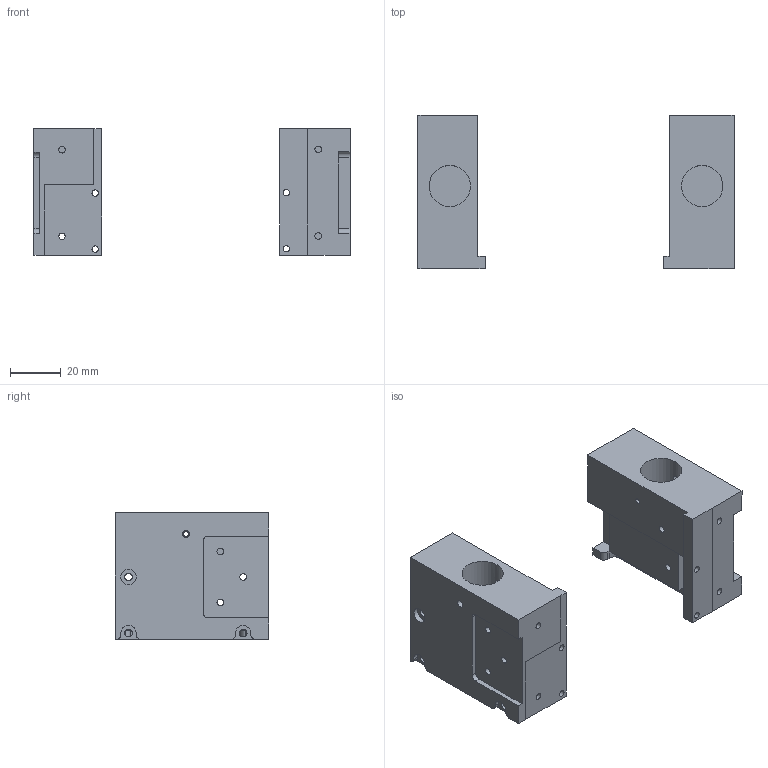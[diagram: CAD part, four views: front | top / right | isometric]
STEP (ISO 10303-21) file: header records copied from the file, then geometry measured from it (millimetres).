
FILE_DESCRIPTION(/* description */ (''),/* implementation_level */ '2;1');
FILE_NAME(/* name */ 'Battery Mount.step',/* time_stamp */ '2024-02-28T17:13:51+08:00',/* author */ (''),/* organization */ (''),/* preprocessor_version */ 'ST-DEVELOPER v20',/* originating_system */ 'Autodesk Translation Framework v12.20.1.177',/* authorisation */ '');
FILE_SCHEMA (('AUTOMOTIVE_DESIGN { 1 0 10303 214 3 1 1 }'));
Length unit declared in the file: millimetre
Products named in the file (3): AGV V3; BatteryLeft; BatteryRight
Assembly tree (2 placements, depth 2):
  AGV V3
    BatteryLeft
    BatteryRight
Bounding box: 124 x 60.2 x 49.81 mm (x, y, z)
Volume: 94743.2 mm3; surface area: 27622.8 mm2
Topology: 2 solids, 2 shells, 108 faces, 285 edges, 190 vertices
Faces by surface type: plane 62, cylinder 46
Full cylindrical faces by diameter (mm): 2 x2, 2.5 x5, 2.6 x9, 2.8 x2, 3 x6, 6 x4, 7.5 x2, 16.2 x2
Entity records: 3708 total; most frequent: CARTESIAN_POINT 727, DIRECTION 593, ORIENTED_EDGE 570, EDGE_CURVE 285, AXIS2_PLACEMENT_3D 204, VERTEX_POINT 190, LINE 185, VECTOR 185
